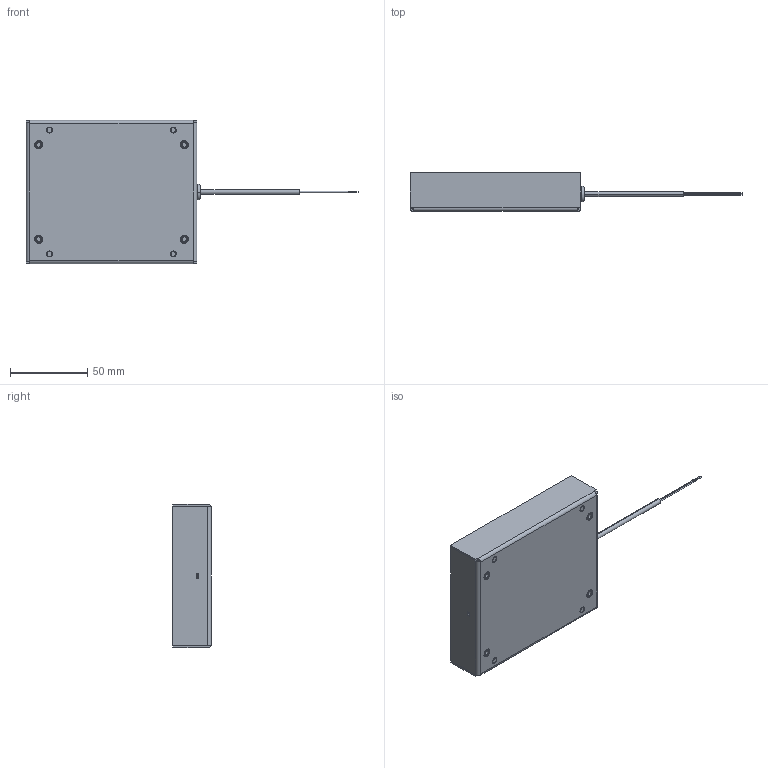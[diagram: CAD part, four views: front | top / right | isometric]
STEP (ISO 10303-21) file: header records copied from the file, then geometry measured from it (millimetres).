
FILE_DESCRIPTION((''),'2;1');
FILE_NAME('192821_ASM','2016-01-21T',('pdmadmin'),(''),'PRO/ENGINEER BY PARAMETRIC TECHNOLOGY CORPORATION, 2013230','PRO/ENGINEER BY PARAMETRIC TECHNOLOGY CORPORATION, 2013230','');
FILE_SCHEMA(('CONFIG_CONTROL_DESIGN'));
Length unit declared in the file: inch
Products named in the file (11): 121497; PEM_STUD_4-40-8; PEM_STUD_B-M4-1; 121497_ASM; 56880; 61382; 61384; 60070; PHPS_440_316; 69903; 192821_ASM
Assembly tree (25 placements, depth 3):
  192821_ASM
    121497_ASM
      121497
      PEM_STUD_4-40-8  x4
      PEM_STUD_B-M4-1  x4
    56880  x4
    61382  x4
    61384
    60070
    PHPS_440_316  x4
    69903
Bounding box: 214.42 x 25.02 x 92.61 mm (x, y, z)
Volume: 41479.9 mm3; surface area: 66414.6 mm2
Topology: 24 solids, 28 shells, 630 faces, 1534 edges, 989 vertices
Faces by surface type: cylinder 300, plane 214, bspline 48, cone 40, torus 20, sphere 8
Entity records: 11508 total; most frequent: CARTESIAN_POINT 5056, DIRECTION 1331, ORIENTED_EDGE 1240, EDGE_CURVE 622, AXIS2_PLACEMENT_3D 516, VERTEX_POINT 398, EDGE_LOOP 308, VECTOR 299
